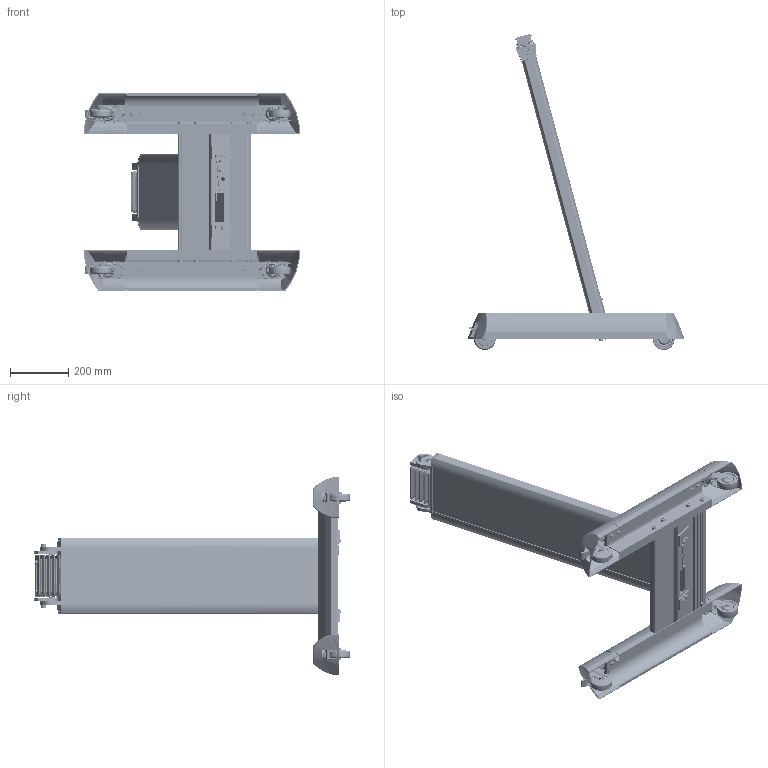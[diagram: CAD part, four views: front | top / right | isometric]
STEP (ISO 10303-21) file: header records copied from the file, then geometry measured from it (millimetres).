
FILE_DESCRIPTION (( 'STEP AP214' ), '1' );
FILE_NAME ('50010314.STEP', '2014-09-29T07:09:41', ( 'Schubert' ), ( 'Hewlett-Packard Company' ), 'SwSTEP 2.0', 'SolidWorks 2013', '' );
FILE_SCHEMA (( 'AUTOMOTIVE_DESIGN' ));
Length unit declared in the file: millimetre
Products named in the file (43): 12071_mit Bremse; 93227; 12070_mit Bearbeitung; 93259; 12070_mit Bremse; 93513; 75120; 11168_450mm mit Bearbeitung links; 93275; 93512; 11168_450mm mit Bearbeitung rechts ohne Taster; 95829; 97057_flexiebel; 94774; 98719_Darstellung; 11169_f〉 variable H派e; 94773; 90309; 93017; 90310; 50010314; 56324; 95449; 95520; 93257; 83037; 83034; 94026; 93027; 94026.Rollenhalter; 93202; 94026_Rolle; 93351; 94035; 56676; 94035_Rolle; 94791; 94035_Rollenaufnahme; 93224; 11170_975mm Moterm fest ...
Assembly tree (138 placements, depth 3):
  50010314
    11169_f〉 variable H派e
    11168_450mm mit Bearbeitung rechts ohne Taster
    11168_450mm mit Bearbeitung links
    12070_mit Bremse
    12070_mit Bearbeitung
    12071_mit Bremse
    12071_mit Bearbeitung
    11170_975mm Moterm fest
    94035  x2
      94035_Rollenaufnahme
      94035_Rolle
    94026  x2
      94026_Rolle
      94026.Rollenhalter
    83037  x17
    56324
      95520
    93017  x17
    56676
      94773  x2
      94774  x2
      95829  x2
      93275  x4
      93513  x2
      93259  x4
      93227  x2
      83011  x2
      94704_im eingebauten Zustand
      93224  x2
      94791
    93351  x20
    93202  x20
    93027  x4
    83034  x4
    93257  x4
    95449  x2
    97057_flexiebel
      90310
      90309
      98719_Darstellung  x2
    93512
    75120
Bounding box: 745.93 x 1087.37 x 679.77 mm (x, y, z)
Volume: 6982164.2 mm3; surface area: 3771976 mm2
Topology: 157 solids, 157 shells, 9814 faces, 24201 edges, 14564 vertices
Faces by surface type: plane 3465, cylinder 2784, bspline 1492, cone 1290, torus 399, sphere 384
Entity records: 215045 total; most frequent: CARTESIAN_POINT 84781, ORIENTED_EDGE 26516, DIRECTION 23496, EDGE_CURVE 13258, AXIS2_PLACEMENT_3D 9215, VERTEX_POINT 8050, EDGE_LOOP 5932, FACE_OUTER_BOUND 5492
